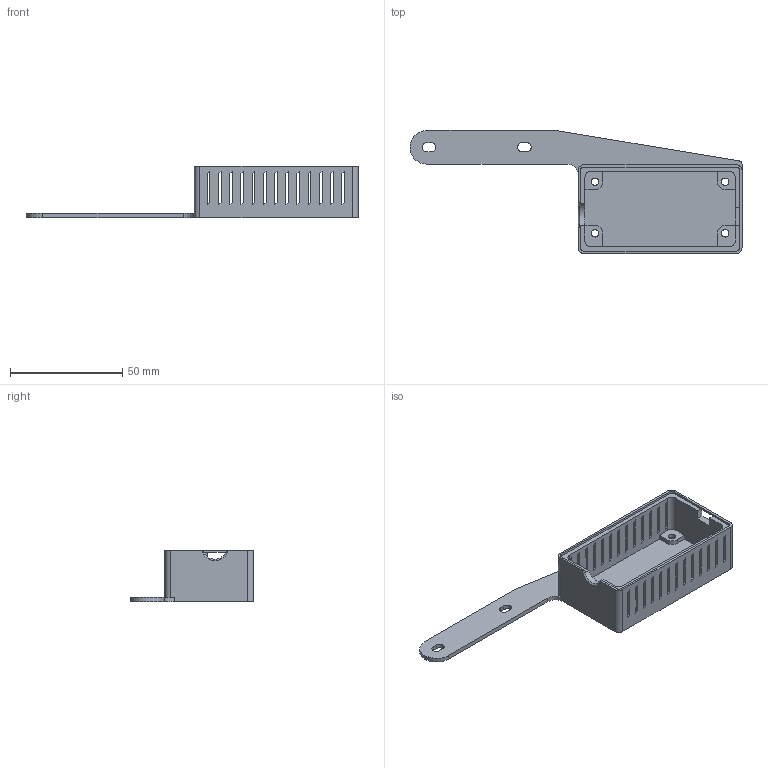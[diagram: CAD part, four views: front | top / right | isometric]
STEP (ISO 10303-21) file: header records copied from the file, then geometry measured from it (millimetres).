
FILE_DESCRIPTION(('FreeCAD Model'),'2;1');
FILE_NAME('Open CASCADE Shape Model','2024-03-08T21:40:56',(''),(''), 'Open CASCADE STEP processor 7.6','FreeCAD','Unknown');
FILE_SCHEMA(('AUTOMOTIVE_DESIGN { 1 0 10303 214 1 1 1 1 }'));
Length unit declared in the file: millimetre
Products named in the file (1): enclosure-base-elegoo-version
Bounding box: 148 x 54.85 x 23 mm (x, y, z)
Volume: 21553.5 mm3; surface area: 20196.5 mm2
Topology: 1 solids, 1 shells, 188 faces, 546 edges, 364 vertices
Faces by surface type: plane 155, cylinder 32, cone 1
Full cylindrical faces by diameter (mm): 3.3 x4, 5.1 x4
Entity records: 6293 total; most frequent: CARTESIAN_POINT 1099, ORIENTED_EDGE 1092, DIRECTION 993, EDGE_CURVE 546, LINE 477, VECTOR 477, VERTEX_POINT 364, AXIS2_PLACEMENT_3D 258
